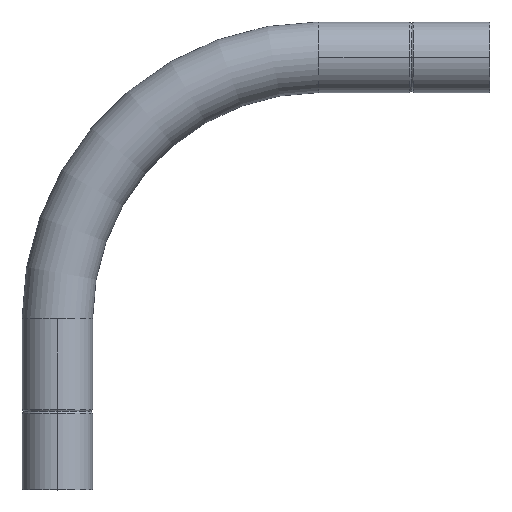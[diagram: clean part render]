
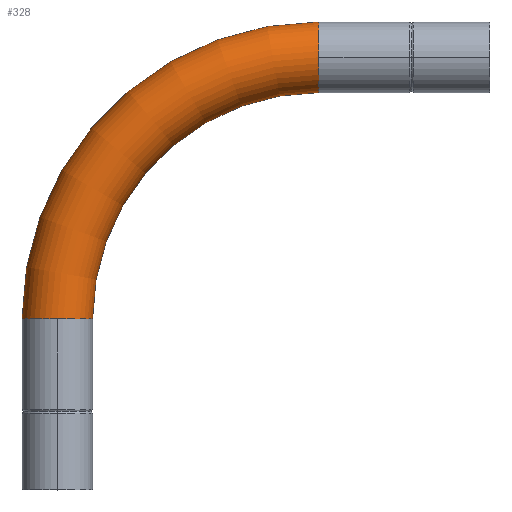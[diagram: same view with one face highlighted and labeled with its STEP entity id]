
A CAD part, top view. The second image highlights one B-rep face of the part: STEP entity #328.
In plain terms, the highlighted toroidal (fillet/blend) face has major radius 200 mm and minor radius 27 mm.
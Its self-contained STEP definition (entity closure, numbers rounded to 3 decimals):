
#13 = CARTESIAN_POINT ( 'NONE',  ( 0., 173., 0. ) ) ;
#19 = DIRECTION ( 'NONE',  ( 0., 0., 1. ) ) ;
#33 = VERTEX_POINT ( 'NONE', #773 ) ;
#39 = ORIENTED_EDGE ( 'NONE', *, *, #1044, .F. ) ;
#50 = FACE_OUTER_BOUND ( 'NONE', #723, .T. ) ;
#84 = EDGE_CURVE ( 'NONE', #33, #767, #989, .T. ) ;
#107 = CARTESIAN_POINT ( 'NONE',  ( 0., 227., 0. ) ) ;
#247 = AXIS2_PLACEMENT_3D ( 'NONE', #632, #581, #644 ) ;
#251 = CIRCLE ( 'NONE', #247, 27. ) ;
#263 = TOROIDAL_SURFACE ( 'NONE', #443, 200., 27. ) ;
#268 = CARTESIAN_POINT ( 'NONE',  ( -173., 0., 0. ) ) ;
#269 = CARTESIAN_POINT ( 'NONE',  ( 0., 0., 0. ) ) ;
#272 = CIRCLE ( 'NONE', #398, 27. ) ;
#304 = DIRECTION ( 'NONE',  ( 0., 0., -1. ) ) ;
#308 = CIRCLE ( 'NONE', #578, 227. ) ;
#328 = ADVANCED_FACE ( 'NONE', ( #50 ), #263, .T. ) ;
#365 = DIRECTION ( 'NONE',  ( 0., 0., -1. ) ) ;
#370 = DIRECTION ( 'NONE',  ( -1., 0., 0. ) ) ;
#371 = CARTESIAN_POINT ( 'NONE',  ( 0., 200., 0. ) ) ;
#379 = DIRECTION ( 'NONE',  ( -1., 0., 0. ) ) ;
#398 = AXIS2_PLACEMENT_3D ( 'NONE', #883, #530, #451 ) ;
#443 = AXIS2_PLACEMENT_3D ( 'NONE', #984, #804, #1068 ) ;
#451 = DIRECTION ( 'NONE',  ( 0., 0., 1. ) ) ;
#478 = ORIENTED_EDGE ( 'NONE', *, *, #1051, .T. ) ;
#488 = AXIS2_PLACEMENT_3D ( 'NONE', #496, #304, #817 ) ;
#496 = CARTESIAN_POINT ( 'NONE',  ( 0., 0., 0. ) ) ;
#513 = CIRCLE ( 'NONE', #630, 27. ) ;
#515 = VERTEX_POINT ( 'NONE', #910 ) ;
#516 = EDGE_CURVE ( 'NONE', #891, #515, #251, .T. ) ;
#530 = DIRECTION ( 'NONE',  ( 0., -1., 0. ) ) ;
#577 = EDGE_CURVE ( 'NONE', #768, #863, #917, .T. ) ;
#578 = AXIS2_PLACEMENT_3D ( 'NONE', #269, #365, #370 ) ;
#581 = DIRECTION ( 'NONE',  ( 0., -1., 0. ) ) ;
#630 = AXIS2_PLACEMENT_3D ( 'NONE', #631, #701, #709 ) ;
#631 = CARTESIAN_POINT ( 'NONE',  ( 0., 200., 0. ) ) ;
#632 = CARTESIAN_POINT ( 'NONE',  ( -200., 0., 0. ) ) ;
#644 = DIRECTION ( 'NONE',  ( 0., 0., 1. ) ) ;
#645 = ORIENTED_EDGE ( 'NONE', *, *, #577, .T. ) ;
#690 = ORIENTED_EDGE ( 'NONE', *, *, #1019, .F. ) ;
#701 = DIRECTION ( 'NONE',  ( -1., 0., 0. ) ) ;
#709 = DIRECTION ( 'NONE',  ( 0., 0., 1. ) ) ;
#723 = EDGE_LOOP ( 'NONE', ( #39, #1111, #690, #645, #478, #1057 ) ) ;
#767 = VERTEX_POINT ( 'NONE', #107 ) ;
#768 = VERTEX_POINT ( 'NONE', #268 ) ;
#773 = CARTESIAN_POINT ( 'NONE',  ( 0., 200., 27. ) ) ;
#786 = AXIS2_PLACEMENT_3D ( 'NONE', #371, #379, #19 ) ;
#804 = DIRECTION ( 'NONE',  ( 0., 0., -1. ) ) ;
#817 = DIRECTION ( 'NONE',  ( -1., 0., 0. ) ) ;
#863 = VERTEX_POINT ( 'NONE', #13 ) ;
#883 = CARTESIAN_POINT ( 'NONE',  ( -200., 0., 0. ) ) ;
#891 = VERTEX_POINT ( 'NONE', #964 ) ;
#910 = CARTESIAN_POINT ( 'NONE',  ( -227., 0., 0. ) ) ;
#917 = CIRCLE ( 'NONE', #488, 173. ) ;
#964 = CARTESIAN_POINT ( 'NONE',  ( -200., 0., 27. ) ) ;
#984 = CARTESIAN_POINT ( 'NONE',  ( 0., 0., 0. ) ) ;
#989 = CIRCLE ( 'NONE', #786, 27. ) ;
#1019 = EDGE_CURVE ( 'NONE', #768, #891, #272, .T. ) ;
#1044 = EDGE_CURVE ( 'NONE', #515, #767, #308, .T. ) ;
#1051 = EDGE_CURVE ( 'NONE', #863, #33, #513, .T. ) ;
#1057 = ORIENTED_EDGE ( 'NONE', *, *, #84, .T. ) ;
#1068 = DIRECTION ( 'NONE',  ( -1., 0., 0. ) ) ;
#1111 = ORIENTED_EDGE ( 'NONE', *, *, #516, .F. ) ;
